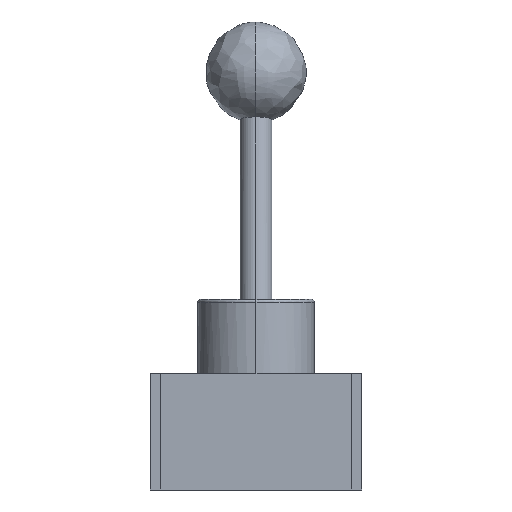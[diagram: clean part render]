
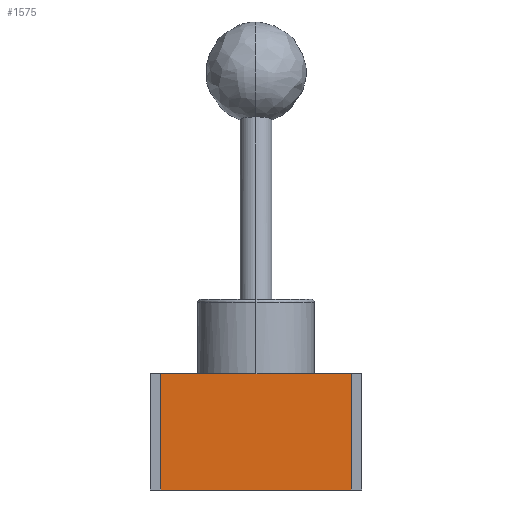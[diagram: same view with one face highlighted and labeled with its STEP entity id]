
A CAD part, left-side view. The second image highlights one B-rep face of the part: STEP entity #1575.
In plain terms, the highlighted planar face has unit normal (-1, 0, 0).
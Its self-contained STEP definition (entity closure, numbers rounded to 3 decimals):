
#101 = VERTEX_POINT ( 'NONE', #477 ) ;
#137 = LINE ( 'NONE', #811, #1405 ) ;
#167 = LINE ( 'NONE', #1953, #1243 ) ;
#201 = EDGE_CURVE ( 'NONE', #1367, #673, #1649, .T. ) ;
#384 = DIRECTION ( 'NONE',  ( 0., -1., 0. ) ) ;
#442 = VERTEX_POINT ( 'NONE', #1843 ) ;
#477 = CARTESIAN_POINT ( 'NONE',  ( -96.995, -38., 94.398 ) ) ;
#533 = CARTESIAN_POINT ( 'NONE',  ( -96.995, -2., 83.398 ) ) ;
#580 = VECTOR ( 'NONE', #990, 1000. ) ;
#589 = PLANE ( 'NONE',  #1426 ) ;
#645 = EDGE_CURVE ( 'NONE', #709, #1367, #137, .T. ) ;
#647 = ORIENTED_EDGE ( 'NONE', *, *, #201, .F. ) ;
#663 = EDGE_CURVE ( 'NONE', #673, #442, #167, .T. ) ;
#672 = DIRECTION ( 'NONE',  ( 0., 0., -1. ) ) ;
#673 = VERTEX_POINT ( 'NONE', #1780 ) ;
#705 = LINE ( 'NONE', #1296, #1789 ) ;
#709 = VERTEX_POINT ( 'NONE', #1324 ) ;
#794 = EDGE_LOOP ( 'NONE', ( #1416, #868, #647, #1830, #1333 ) ) ;
#811 = CARTESIAN_POINT ( 'NONE',  ( -96.995, -20., 72.398 ) ) ;
#868 = ORIENTED_EDGE ( 'NONE', *, *, #663, .F. ) ;
#894 = CARTESIAN_POINT ( 'NONE',  ( -96.995, -38., 72.398 ) ) ;
#920 = DIRECTION ( 'NONE',  ( 0., -1., 0. ) ) ;
#990 = DIRECTION ( 'NONE',  ( 0., 0., 1. ) ) ;
#1031 = FACE_OUTER_BOUND ( 'NONE', #794, .T. ) ;
#1134 = DIRECTION ( 'NONE',  ( 0., 1., 0. ) ) ;
#1243 = VECTOR ( 'NONE', #384, 1000. ) ;
#1247 = CARTESIAN_POINT ( 'NONE',  ( -96.995, -2., 72.398 ) ) ;
#1263 = LINE ( 'NONE', #1997, #1523 ) ;
#1296 = CARTESIAN_POINT ( 'NONE',  ( -96.995, -38., 83.398 ) ) ;
#1324 = CARTESIAN_POINT ( 'NONE',  ( -96.995, -38., 72.398 ) ) ;
#1333 = ORIENTED_EDGE ( 'NONE', *, *, #1798, .F. ) ;
#1354 = DIRECTION ( 'NONE',  ( 0., 1., 0. ) ) ;
#1367 = VERTEX_POINT ( 'NONE', #1247 ) ;
#1405 = VECTOR ( 'NONE', #1134, 1000. ) ;
#1416 = ORIENTED_EDGE ( 'NONE', *, *, #1935, .F. ) ;
#1426 = AXIS2_PLACEMENT_3D ( 'NONE', #894, #1974, #1354 ) ;
#1523 = VECTOR ( 'NONE', #920, 1000. ) ;
#1575 = ADVANCED_FACE ( 'NONE', ( #1031 ), #589, .F. ) ;
#1649 = LINE ( 'NONE', #533, #580 ) ;
#1780 = CARTESIAN_POINT ( 'NONE',  ( -96.995, -2., 94.398 ) ) ;
#1789 = VECTOR ( 'NONE', #672, 1000. ) ;
#1798 = EDGE_CURVE ( 'NONE', #101, #709, #705, .T. ) ;
#1830 = ORIENTED_EDGE ( 'NONE', *, *, #645, .F. ) ;
#1843 = CARTESIAN_POINT ( 'NONE',  ( -96.995, -20., 94.398 ) ) ;
#1935 = EDGE_CURVE ( 'NONE', #442, #101, #1263, .T. ) ;
#1953 = CARTESIAN_POINT ( 'NONE',  ( -96.995, -20., 94.398 ) ) ;
#1974 = DIRECTION ( 'NONE',  ( 1., 0., 0. ) ) ;
#1997 = CARTESIAN_POINT ( 'NONE',  ( -96.995, -20., 94.398 ) ) ;
